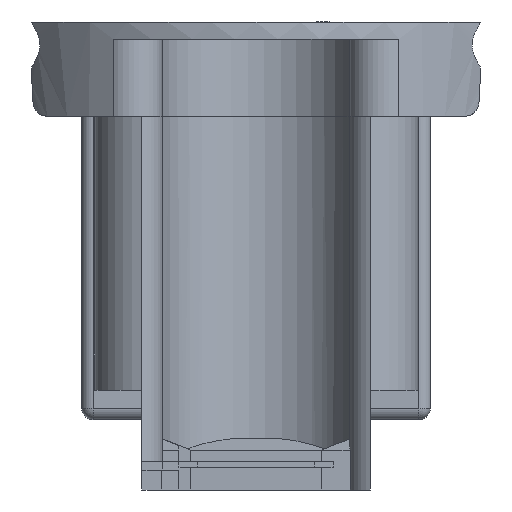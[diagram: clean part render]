
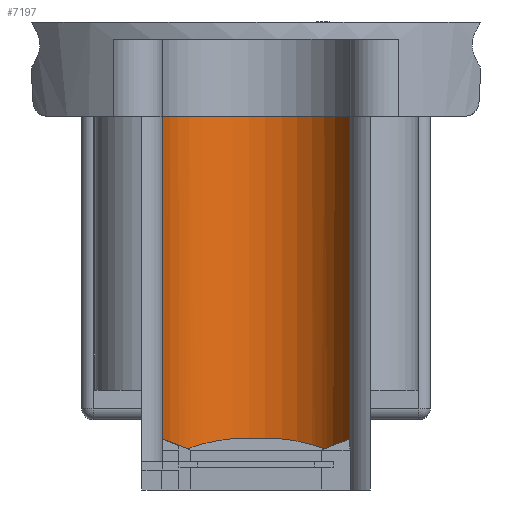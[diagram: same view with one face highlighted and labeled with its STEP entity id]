
A CAD part, left-side view. The second image highlights one B-rep face of the part: STEP entity #7197.
In plain terms, the highlighted cylindrical face has radius 8.5 mm (diameter 17 mm), a partial arc.
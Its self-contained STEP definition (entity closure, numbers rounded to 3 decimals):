
#52=FACE_BOUND('',#1577,.T.);
#53=FACE_BOUND('',#1578,.T.);
#834=CYLINDRICAL_SURFACE('',#7703,8.5);
#1166=FACE_OUTER_BOUND('',#1576,.T.);
#1576=EDGE_LOOP('',(#6076,#6077,#6078,#6079,#6080,#6081,#6082,#6083));
#1577=EDGE_LOOP('',(#6084,#6085,#6086,#6087));
#1578=EDGE_LOOP('',(#6088,#6089,#6090,#6091));
#2074=LINE('',#17038,#2626);
#2075=LINE('',#17042,#2627);
#2079=LINE('',#17051,#2631);
#2083=LINE('',#17059,#2635);
#2091=LINE('',#17083,#2643);
#2093=LINE('',#17086,#2645);
#2094=LINE('',#17093,#2646);
#2095=LINE('',#17096,#2647);
#2626=VECTOR('',#9013,10.);
#2627=VECTOR('',#9016,10.);
#2631=VECTOR('',#9022,10.);
#2635=VECTOR('',#9028,10.);
#2643=VECTOR('',#9054,10.);
#2645=VECTOR('',#9058,10.);
#2646=VECTOR('',#9067,10.);
#2647=VECTOR('',#9070,10.);
#2838=CIRCLE('',#7686,8.5);
#2839=CIRCLE('',#7692,8.5);
#2840=CIRCLE('',#7694,8.5);
#2841=CIRCLE('',#7696,8.5);
#2842=CIRCLE('',#7698,8.5);
#2843=CIRCLE('',#7702,8.5);
#2844=CIRCLE('',#7704,8.5);
#2845=CIRCLE('',#7705,8.5);
#3484=VERTEX_POINT('',#17025);
#3485=VERTEX_POINT('',#17026);
#3489=VERTEX_POINT('',#17036);
#3490=VERTEX_POINT('',#17040);
#3491=VERTEX_POINT('',#17041);
#3494=VERTEX_POINT('',#17049);
#3495=VERTEX_POINT('',#17050);
#3498=VERTEX_POINT('',#17058);
#3500=VERTEX_POINT('',#17064);
#3502=VERTEX_POINT('',#17070);
#3503=VERTEX_POINT('',#17074);
#3504=VERTEX_POINT('',#17078);
#3505=VERTEX_POINT('',#17082);
#3506=VERTEX_POINT('',#17090);
#3507=VERTEX_POINT('',#17092);
#3508=VERTEX_POINT('',#17094);
#4479=EDGE_CURVE('',#3484,#3485,#2838,.T.);
#4485=EDGE_CURVE('',#3485,#3489,#2074,.T.);
#4486=EDGE_CURVE('',#3490,#3491,#2075,.T.);
#4490=EDGE_CURVE('',#3494,#3495,#2079,.T.);
#4494=EDGE_CURVE('',#3498,#3484,#2083,.T.);
#4497=EDGE_CURVE('',#3500,#3498,#2839,.T.);
#4500=EDGE_CURVE('',#3502,#3494,#2840,.T.);
#4502=EDGE_CURVE('',#3495,#3503,#2841,.T.);
#4504=EDGE_CURVE('',#3491,#3504,#2842,.T.);
#4506=EDGE_CURVE('',#3504,#3505,#2091,.T.);
#4508=EDGE_CURVE('',#3503,#3502,#2093,.T.);
#4509=EDGE_CURVE('',#3505,#3490,#2843,.T.);
#4510=EDGE_CURVE('',#3506,#3489,#2844,.T.);
#4511=EDGE_CURVE('',#3507,#3506,#2094,.T.);
#4512=EDGE_CURVE('',#3507,#3508,#2845,.T.);
#4513=EDGE_CURVE('',#3508,#3500,#2095,.T.);
#6076=ORIENTED_EDGE('',*,*,#4479,.T.);
#6077=ORIENTED_EDGE('',*,*,#4485,.T.);
#6078=ORIENTED_EDGE('',*,*,#4510,.F.);
#6079=ORIENTED_EDGE('',*,*,#4511,.F.);
#6080=ORIENTED_EDGE('',*,*,#4512,.T.);
#6081=ORIENTED_EDGE('',*,*,#4513,.T.);
#6082=ORIENTED_EDGE('',*,*,#4497,.T.);
#6083=ORIENTED_EDGE('',*,*,#4494,.T.);
#6084=ORIENTED_EDGE('',*,*,#4508,.T.);
#6085=ORIENTED_EDGE('',*,*,#4500,.T.);
#6086=ORIENTED_EDGE('',*,*,#4490,.T.);
#6087=ORIENTED_EDGE('',*,*,#4502,.T.);
#6088=ORIENTED_EDGE('',*,*,#4506,.T.);
#6089=ORIENTED_EDGE('',*,*,#4509,.T.);
#6090=ORIENTED_EDGE('',*,*,#4486,.T.);
#6091=ORIENTED_EDGE('',*,*,#4504,.T.);
#7197=ADVANCED_FACE('',(#1166,#52,#53),#834,.F.);
#7686=AXIS2_PLACEMENT_3D('',#17027,#9004,#9005);
#7692=AXIS2_PLACEMENT_3D('',#17065,#9033,#9034);
#7694=AXIS2_PLACEMENT_3D('',#17071,#9039,#9040);
#7696=AXIS2_PLACEMENT_3D('',#17075,#9044,#9045);
#7698=AXIS2_PLACEMENT_3D('',#17079,#9049,#9050);
#7702=AXIS2_PLACEMENT_3D('',#17088,#9061,#9062);
#7703=AXIS2_PLACEMENT_3D('',#17089,#9063,#9064);
#7704=AXIS2_PLACEMENT_3D('',#17091,#9065,#9066);
#7705=AXIS2_PLACEMENT_3D('',#17095,#9068,#9069);
#9004=DIRECTION('center_axis',(0.,0.,1.));
#9005=DIRECTION('ref_axis',(-0.233,-0.972,0.));
#9013=DIRECTION('',(0.,0.,-1.));
#9016=DIRECTION('',(0.,0.,-1.));
#9022=DIRECTION('',(0.,0.,-1.));
#9028=DIRECTION('',(0.,0.,-1.));
#9033=DIRECTION('center_axis',(0.,0.,-1.));
#9034=DIRECTION('ref_axis',(-0.233,-0.972,0.));
#9039=DIRECTION('center_axis',(0.,0.,-1.));
#9040=DIRECTION('ref_axis',(-0.233,-0.972,0.));
#9044=DIRECTION('center_axis',(0.,0.,1.));
#9045=DIRECTION('ref_axis',(-0.233,-0.972,0.));
#9049=DIRECTION('center_axis',(0.,0.,1.));
#9050=DIRECTION('ref_axis',(-0.233,-0.972,0.));
#9054=DIRECTION('',(0.,0.,1.));
#9058=DIRECTION('',(0.,0.,1.));
#9061=DIRECTION('center_axis',(0.,0.,-1.));
#9062=DIRECTION('ref_axis',(-0.233,-0.972,0.));
#9063=DIRECTION('center_axis',(0.,0.,-1.));
#9064=DIRECTION('ref_axis',(1.,-0.012,0.));
#9065=DIRECTION('center_axis',(0.,0.,1.));
#9066=DIRECTION('ref_axis',(-0.233,-0.972,0.));
#9067=DIRECTION('',(0.,0.,-1.));
#9068=DIRECTION('center_axis',(0.,0.,1.));
#9069=DIRECTION('ref_axis',(-0.233,-0.972,0.));
#9070=DIRECTION('',(0.,0.,-1.));
#17025=CARTESIAN_POINT('',(-12.101,8.205,-39.25));
#17026=CARTESIAN_POINT('',(-16.101,8.308,-39.25));
#17027=CARTESIAN_POINT('Origin',(-14.314,-0.002,
-39.25));
#17036=CARTESIAN_POINT('',(-16.101,8.308,-41.));
#17038=CARTESIAN_POINT('',(-16.101,8.308,-8.25));
#17040=CARTESIAN_POINT('',(-9.148,-6.752,-38.5));
#17041=CARTESIAN_POINT('',(-9.148,-6.752,-39.));
#17042=CARTESIAN_POINT('',(-9.148,-6.752,-8.25));
#17049=CARTESIAN_POINT('',(-7.564,5.164,-38.5));
#17050=CARTESIAN_POINT('',(-7.564,5.164,-39.));
#17051=CARTESIAN_POINT('',(-7.564,5.164,-8.25));
#17058=CARTESIAN_POINT('',(-12.101,8.205,-38.5));
#17059=CARTESIAN_POINT('',(-12.101,8.205,-8.25));
#17064=CARTESIAN_POINT('',(-16.101,8.308,-38.5));
#17065=CARTESIAN_POINT('Origin',(-14.314,-0.002,
-38.5));
#17070=CARTESIAN_POINT('',(-9.148,6.748,-38.5));
#17071=CARTESIAN_POINT('Origin',(-14.314,-0.002,
-38.5));
#17074=CARTESIAN_POINT('',(-9.148,6.748,-39.));
#17075=CARTESIAN_POINT('Origin',(-14.314,-0.002,
-39.));
#17078=CARTESIAN_POINT('',(-7.564,-5.168,-39.));
#17079=CARTESIAN_POINT('Origin',(-14.314,-0.002,
-39.));
#17082=CARTESIAN_POINT('',(-7.564,-5.168,-38.5));
#17083=CARTESIAN_POINT('',(-7.564,-5.168,-8.25));
#17086=CARTESIAN_POINT('',(-9.148,6.748,-8.25));
#17088=CARTESIAN_POINT('Origin',(-14.314,-0.002,
-38.5));
#17089=CARTESIAN_POINT('Origin',(-14.314,-0.002,
-8.25));
#17090=CARTESIAN_POINT('',(-16.295,-8.268,-41.));
#17091=CARTESIAN_POINT('Origin',(-14.314,-0.002,
-41.));
#17092=CARTESIAN_POINT('',(-16.295,-8.268,-8.25));
#17093=CARTESIAN_POINT('',(-16.295,-8.268,-8.25));
#17094=CARTESIAN_POINT('',(-16.101,8.308,-8.25));
#17095=CARTESIAN_POINT('Origin',(-14.314,-0.002,
-8.25));
#17096=CARTESIAN_POINT('',(-16.101,8.308,-8.25));
